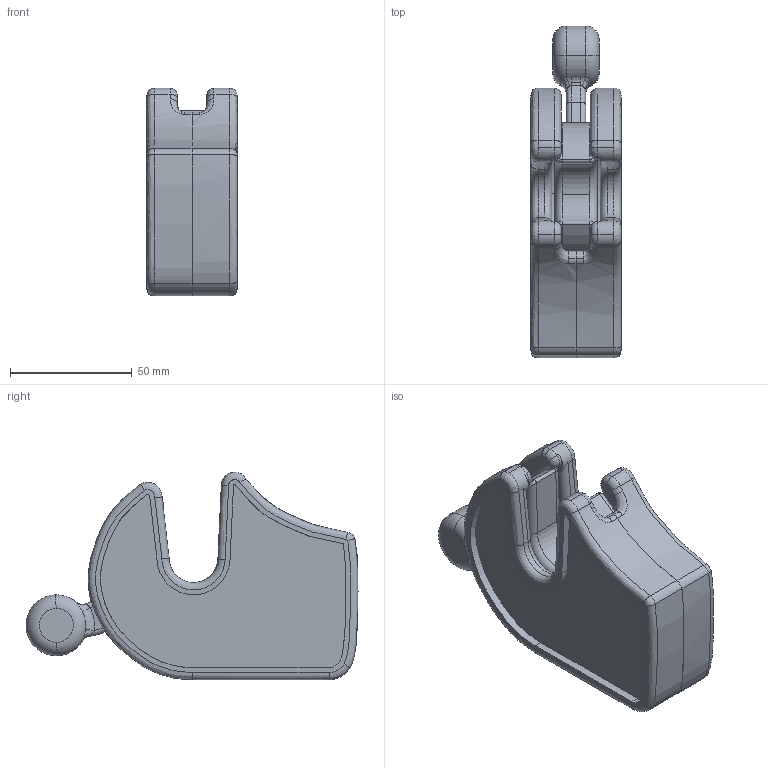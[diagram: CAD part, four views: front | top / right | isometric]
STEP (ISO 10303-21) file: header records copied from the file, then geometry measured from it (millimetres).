
FILE_DESCRIPTION (( 'STEP AP214' ), '1' );
FILE_NAME ('03123- Tipper Truck Tail Board Claw.STEP', '2025-08-14T02:20:50', ( '' ), ( '' ), 'SwSTEP 2.0', 'SolidWorks 2025', '' );
FILE_SCHEMA (( 'AUTOMOTIVE_DESIGN' ));
Length unit declared in the file: millimetre
Products named in the file (4): 03123 Claw; 03123- Tipper Truck Tail Board Claw LH; 03123- Tipper Truck Tail Board Claw RH; 03123- Tipper Truck Tail Board Claw
Assembly tree (3 placements, depth 2):
  03123- Tipper Truck Tail Board Claw
    03123- Tipper Truck Tail Board Claw LH
    03123- Tipper Truck Tail Board Claw RH
    03123 Claw
Bounding box: 37 x 136.29 x 85.17 mm (x, y, z)
Volume: 204422.2 mm3; surface area: 51342.8 mm2
Topology: 3 solids, 3 shells, 210 faces, 508 edges, 303 vertices
Faces by surface type: cylinder 73, bspline 71, plane 38, torus 28
Entity records: 13577 total; most frequent: CARTESIAN_POINT 9059, ORIENTED_EDGE 1008, DIRECTION 809, EDGE_CURVE 504, AXIS2_PLACEMENT_3D 333, VERTEX_POINT 303, EDGE_LOOP 213, ADVANCED_FACE 210
